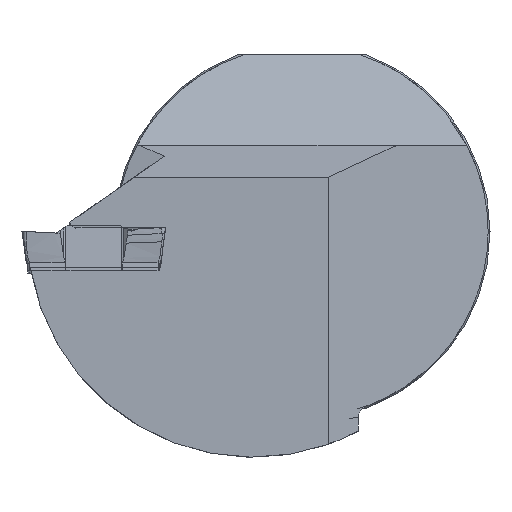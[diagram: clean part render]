
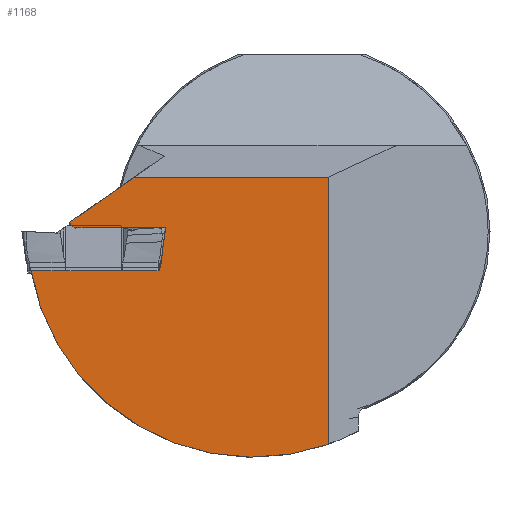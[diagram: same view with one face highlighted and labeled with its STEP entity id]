
A CAD part, left-side view. The second image highlights one B-rep face of the part: STEP entity #1168.
In plain terms, the highlighted planar face has unit normal (-1, 0, 0).
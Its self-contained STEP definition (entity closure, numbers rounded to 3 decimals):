
#42=ELLIPSE('',#3470,0.804,0.8);
#57=CIRCLE('',#3469,30.);
#1050=PLANE('',#3471);
#1168=ADVANCED_FACE('',(#1340),#1050,.T.);
#1340=FACE_OUTER_BOUND('',#1465,.T.);
#1465=EDGE_LOOP('',(#2356,#2357,#2358,#2359,#2360,#2361,#2362,#2363));
#1544=LINE('',#17878,#1648);
#1545=LINE('',#17883,#1649);
#1546=LINE('',#17885,#1650);
#1547=LINE('',#17887,#1651);
#1548=LINE('',#17891,#1652);
#1549=LINE('',#17893,#1653);
#1648=VECTOR('',#3644,1.);
#1649=VECTOR('',#3647,1.);
#1650=VECTOR('',#3648,1.);
#1651=VECTOR('',#3649,1.);
#1652=VECTOR('',#3652,1.);
#1653=VECTOR('',#3653,1.);
#2356=ORIENTED_EDGE('',*,*,#3100,.T.);
#2357=ORIENTED_EDGE('',*,*,#3101,.T.);
#2358=ORIENTED_EDGE('',*,*,#3102,.F.);
#2359=ORIENTED_EDGE('',*,*,#3103,.T.);
#2360=ORIENTED_EDGE('',*,*,#3104,.F.);
#2361=ORIENTED_EDGE('',*,*,#3105,.T.);
#2362=ORIENTED_EDGE('',*,*,#3106,.T.);
#2363=ORIENTED_EDGE('',*,*,#3107,.T.);
#2724=VERTEX_POINT('',#17879);
#2725=VERTEX_POINT('',#17880);
#2726=VERTEX_POINT('',#17882);
#2727=VERTEX_POINT('',#17884);
#2728=VERTEX_POINT('',#17886);
#2729=VERTEX_POINT('',#17888);
#2730=VERTEX_POINT('',#17890);
#2731=VERTEX_POINT('',#17892);
#3100=EDGE_CURVE('',#2724,#2725,#1544,.T.);
#3101=EDGE_CURVE('',#2725,#2726,#57,.T.);
#3102=EDGE_CURVE('',#2727,#2726,#1545,.T.);
#3103=EDGE_CURVE('',#2727,#2728,#1546,.T.);
#3104=EDGE_CURVE('',#2729,#2728,#1547,.T.);
#3105=EDGE_CURVE('',#2729,#2730,#42,.T.);
#3106=EDGE_CURVE('',#2730,#2731,#1548,.T.);
#3107=EDGE_CURVE('',#2731,#2724,#1549,.T.);
#3469=AXIS2_PLACEMENT_3D('',#17881,#3645,#3646);
#3470=AXIS2_PLACEMENT_3D('',#17889,#3650,#3651);
#3471=AXIS2_PLACEMENT_3D('',#17894,#3654,#3655);
#3644=DIRECTION('',(0.,1.,0.));
#3645=DIRECTION('',(-1.,0.,0.));
#3646=DIRECTION('',(0.,0.,1.));
#3647=DIRECTION('',(0.,0.,-1.));
#3648=DIRECTION('',(0.,1.,0.));
#3649=DIRECTION('',(0.,-0.819,0.574));
#3650=DIRECTION('',(-1.,0.,0.));
#3651=DIRECTION('',(0.,0.,-1.));
#3652=DIRECTION('',(0.,-1.,0.));
#3653=DIRECTION('',(0.,0.121,-0.993));
#3654=DIRECTION('',(-1.,0.,0.));
#3655=DIRECTION('',(0.,0.,1.));
#17878=CARTESIAN_POINT('',(0.5,5.,-4.821));
#17879=CARTESIAN_POINT('',(0.5,18.811,-4.821));
#17880=CARTESIAN_POINT('',(0.5,36.11,-4.821));
#17881=CARTESIAN_POINT('',(0.5,6.5,0.));
#17882=CARTESIAN_POINT('',(0.5,-3.5,-28.284));
#17883=CARTESIAN_POINT('',(0.5,-3.5,0.));
#17884=CARTESIAN_POINT('',(0.5,-3.5,7.233));
#17885=CARTESIAN_POINT('',(0.5,5.,7.233));
#17886=CARTESIAN_POINT('',(0.5,22.309,7.233));
#17887=CARTESIAN_POINT('',(0.5,14.093,12.986));
#17888=CARTESIAN_POINT('',(0.5,30.849,1.253));
#17889=CARTESIAN_POINT('',(0.5,30.051,1.313));
#17890=CARTESIAN_POINT('',(0.5,30.051,0.509));
#17891=CARTESIAN_POINT('',(0.5,5.,0.509));
#17892=CARTESIAN_POINT('',(0.5,18.16,0.509));
#17893=CARTESIAN_POINT('',(0.5,18.028,1.591));
#17894=CARTESIAN_POINT('',(0.5,5.,0.));
